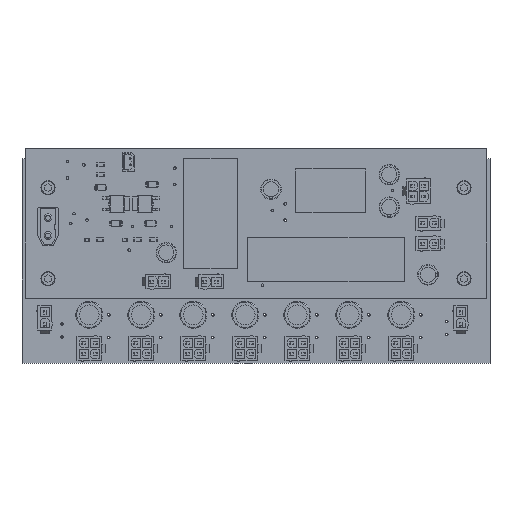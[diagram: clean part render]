
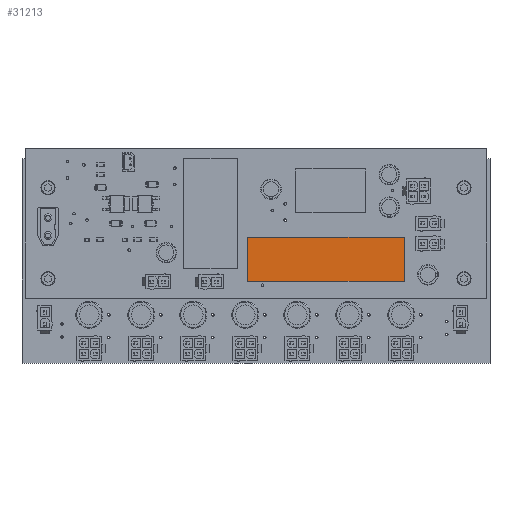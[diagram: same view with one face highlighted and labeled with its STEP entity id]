
A CAD part, top view. The second image highlights one B-rep face of the part: STEP entity #31213.
In plain terms, the highlighted planar face has unit normal (0, 0, 1).
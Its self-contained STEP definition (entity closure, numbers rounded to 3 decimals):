
#3162=PLANE('',#34070);
#4727=FACE_OUTER_BOUND('',#6720,.T.);
#6720=EDGE_LOOP('',(#29223,#29224,#29225,#29226));
#10036=LINE('',#51176,#13373);
#10039=LINE('',#51182,#13376);
#10042=LINE('',#51188,#13379);
#10045=LINE('',#51192,#13382);
#13373=VECTOR('',#42252,10.);
#13376=VECTOR('',#42257,10.);
#13379=VECTOR('',#42262,10.);
#13382=VECTOR('',#42267,10.);
#16890=VERTEX_POINT('',#51173);
#16891=VERTEX_POINT('',#51175);
#16893=VERTEX_POINT('',#51181);
#16895=VERTEX_POINT('',#51187);
#21004=EDGE_CURVE('',#16891,#16890,#10036,.T.);
#21007=EDGE_CURVE('',#16893,#16891,#10039,.T.);
#21010=EDGE_CURVE('',#16895,#16893,#10042,.T.);
#21013=EDGE_CURVE('',#16890,#16895,#10045,.T.);
#29223=ORIENTED_EDGE('',*,*,#21013,.T.);
#29224=ORIENTED_EDGE('',*,*,#21010,.T.);
#29225=ORIENTED_EDGE('',*,*,#21007,.T.);
#29226=ORIENTED_EDGE('',*,*,#21004,.T.);
#31213=ADVANCED_FACE('',(#4727),#3162,.T.);
#34070=AXIS2_PLACEMENT_3D('',#51193,#42268,#42269);
#42252=DIRECTION('',(0.,-1.,0.));
#42257=DIRECTION('',(-1.,0.,0.));
#42262=DIRECTION('',(0.,1.,0.));
#42267=DIRECTION('',(1.,0.,0.));
#42268=DIRECTION('center_axis',(0.,0.,1.));
#42269=DIRECTION('ref_axis',(1.,0.,0.));
#51173=CARTESIAN_POINT('',(-30.018,-8.65,1.));
#51175=CARTESIAN_POINT('',(-30.018,8.65,1.));
#51176=CARTESIAN_POINT('',(-30.018,-8.65,1.));
#51181=CARTESIAN_POINT('',(31.288,8.65,1.));
#51182=CARTESIAN_POINT('',(-30.018,8.65,1.));
#51187=CARTESIAN_POINT('',(31.288,-8.65,1.));
#51188=CARTESIAN_POINT('',(31.288,8.65,1.));
#51192=CARTESIAN_POINT('',(31.288,-8.65,1.));
#51193=CARTESIAN_POINT('Origin',(0.635,0.,1.));
